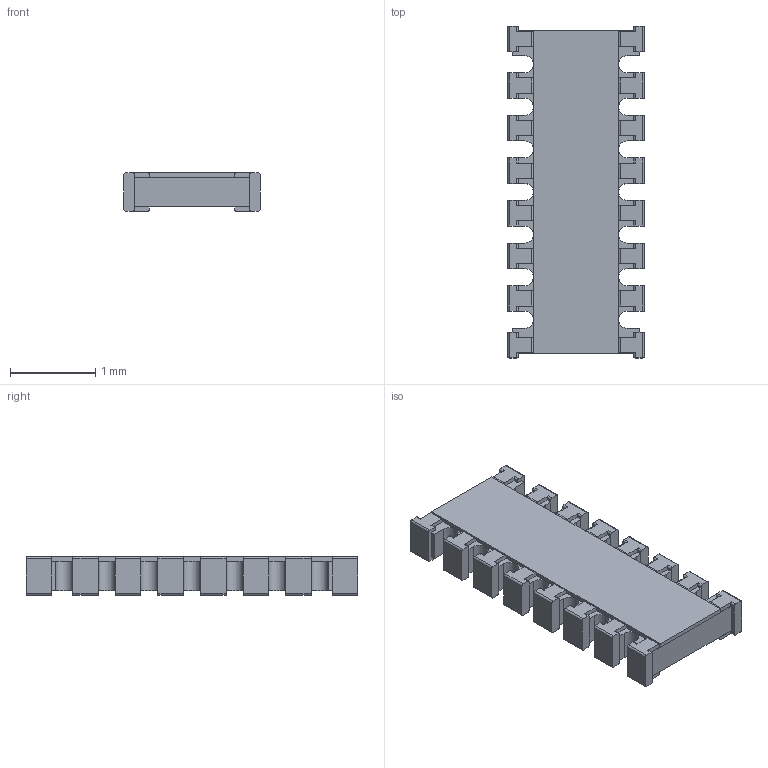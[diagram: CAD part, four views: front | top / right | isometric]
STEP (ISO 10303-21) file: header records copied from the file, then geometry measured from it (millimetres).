
FILE_DESCRIPTION(/* description */ ('model of R_Array_Convex_8x0602'),/* implementation_level */ '2;1');
FILE_NAME(/* name */ 'R_Array_Convex_8x0602.step',/* time_stamp */ '2017-04-29T18:40:48',/* author */ ('kicad StepUp','ksu'),/* organization */ ('FreeCAD'),/* preprocessor_version */ 'OCC',/* originating_system */ 'kicad StepUp',/* authorisation */ '');
FILE_SCHEMA(('AUTOMOTIVE_DESIGN_CC2 { 1 2 10303 214 -1 1 5 4 }'));
Length unit declared in the file: millimetre
Products named in the file (1): R_Array_Convex_8x0602
Bounding box: 1.6 x 3.9 x 0.45 mm (x, y, z)
Volume: 2.2 mm3; surface area: 19.1 mm2
Topology: 1 solids, 1 shells, 434 faces, 1294 edges, 862 vertices
Faces by surface type: plane 292, cylinder 142
Entity records: 9574 total; most frequent: ORIENTED_EDGE 1961, CARTESIAN_POINT 1659, EDGE_CURVE 1294, VERTEX_POINT 862, LINE 828, AXIS2_PLACEMENT_3D 570, ADVANCED_FACE 434, FACE_BOUND 434
